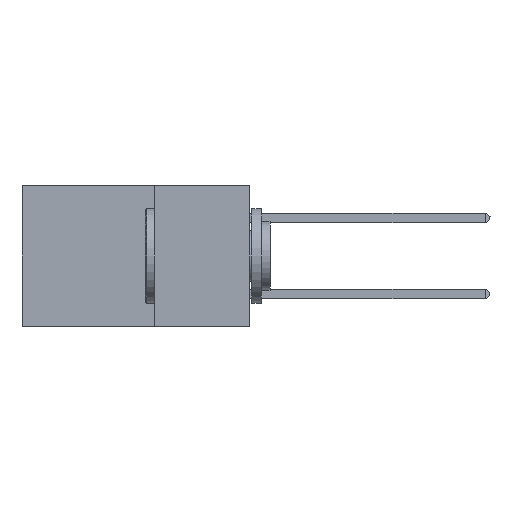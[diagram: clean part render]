
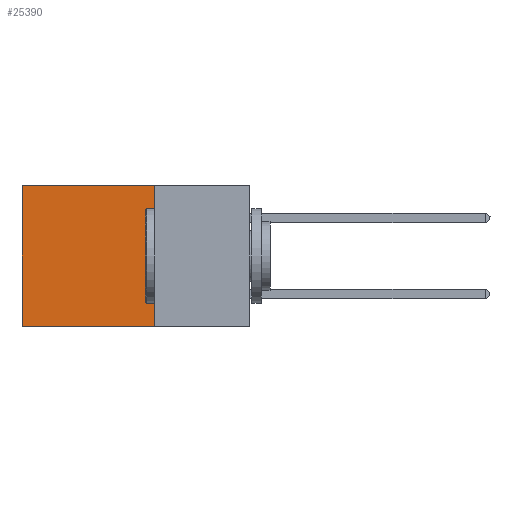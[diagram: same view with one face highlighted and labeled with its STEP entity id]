
A CAD part, left-side view. The second image highlights one B-rep face of the part: STEP entity #25390.
In plain terms, the highlighted planar face has unit normal (-1, 0, 0).
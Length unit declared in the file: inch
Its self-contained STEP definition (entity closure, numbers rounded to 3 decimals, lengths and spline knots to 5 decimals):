
#697 = VECTOR ( 'NONE', #6874, 39.37008 ) ;
#802 = CARTESIAN_POINT ( 'NONE',  ( 0.2875, 0.25, -0.37 ) ) ;
#974 = PLANE ( 'NONE',  #9603 ) ;
#1836 = CARTESIAN_POINT ( 'NONE',  ( 0.2875, 0.25, 0. ) ) ;
#3171 = LINE ( 'NONE', #25136, #11743 ) ;
#4056 = LINE ( 'NONE', #37752, #22192 ) ;
#5874 = CARTESIAN_POINT ( 'NONE',  ( 0.2875, 0.25, -0.37 ) ) ;
#6714 = ORIENTED_EDGE ( 'NONE', *, *, #14863, .F. ) ;
#6874 = DIRECTION ( 'NONE',  ( 0., 0., -1. ) ) ;
#9559 = EDGE_CURVE ( 'NONE', #12234, #25496, #3171, .T. ) ;
#9603 = AXIS2_PLACEMENT_3D ( 'NONE', #33696, #15740, #40890 ) ;
#10732 = VERTEX_POINT ( 'NONE', #5874 ) ;
#11743 = VECTOR ( 'NONE', #35990, 39.37008 ) ;
#12234 = VERTEX_POINT ( 'NONE', #1836 ) ;
#12543 = CARTESIAN_POINT ( 'NONE',  ( 0.2875, 0.6, 0. ) ) ;
#12705 = DIRECTION ( 'NONE',  ( 0., 0., -1. ) ) ;
#13764 = ORIENTED_EDGE ( 'NONE', *, *, #28463, .F. ) ;
#14863 = EDGE_CURVE ( 'NONE', #10732, #18209, #36176, .T. ) ;
#15740 = DIRECTION ( 'NONE',  ( 1., 0., 0. ) ) ;
#18209 = VERTEX_POINT ( 'NONE', #42027 ) ;
#20839 = ORIENTED_EDGE ( 'NONE', *, *, #28877, .T. ) ;
#22192 = VECTOR ( 'NONE', #12705, 39.37008 ) ;
#24907 = CARTESIAN_POINT ( 'NONE',  ( 0.2875, 0.25, 0. ) ) ;
#25136 = CARTESIAN_POINT ( 'NONE',  ( 0.2875, 0.25, 0. ) ) ;
#25390 = ADVANCED_FACE ( 'NONE', ( #25863 ), #974, .F. ) ;
#25496 = VERTEX_POINT ( 'NONE', #12543 ) ;
#25863 = FACE_OUTER_BOUND ( 'NONE', #26325, .T. ) ;
#26325 = EDGE_LOOP ( 'NONE', ( #20839, #6714, #13764, #35936 ) ) ;
#28463 = EDGE_CURVE ( 'NONE', #12234, #10732, #30710, .T. ) ;
#28877 = EDGE_CURVE ( 'NONE', #25496, #18209, #4056, .T. ) ;
#29783 = DIRECTION ( 'NONE',  ( 0., 1., 0. ) ) ;
#30710 = LINE ( 'NONE', #24907, #697 ) ;
#33696 = CARTESIAN_POINT ( 'NONE',  ( 0.2875, 0.25, 0. ) ) ;
#35049 = VECTOR ( 'NONE', #29783, 39.37008 ) ;
#35936 = ORIENTED_EDGE ( 'NONE', *, *, #9559, .T. ) ;
#35990 = DIRECTION ( 'NONE',  ( 0., 1., 0. ) ) ;
#36176 = LINE ( 'NONE', #802, #35049 ) ;
#37752 = CARTESIAN_POINT ( 'NONE',  ( 0.2875, 0.6, 0. ) ) ;
#40890 = DIRECTION ( 'NONE',  ( 0., 0., -1. ) ) ;
#42027 = CARTESIAN_POINT ( 'NONE',  ( 0.2875, 0.6, -0.37 ) ) ;
